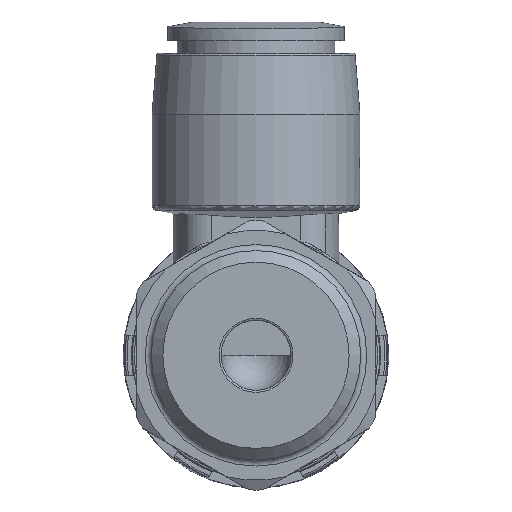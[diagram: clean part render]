
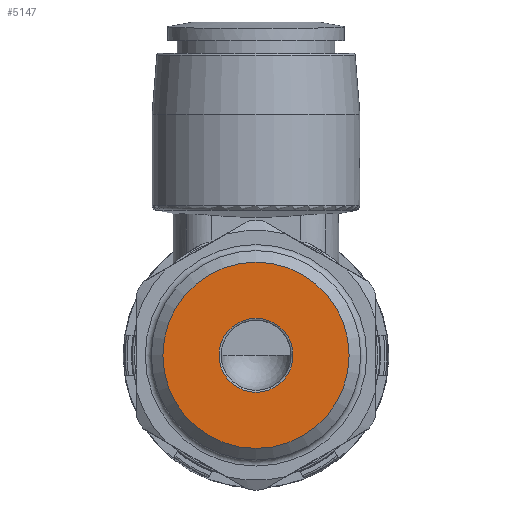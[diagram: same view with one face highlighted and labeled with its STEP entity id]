
A CAD part, front view. The second image highlights one B-rep face of the part: STEP entity #5147.
In plain terms, the highlighted planar face has unit normal (0, -1, 0).
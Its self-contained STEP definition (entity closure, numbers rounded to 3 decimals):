
#417=CIRCLE('',#5528,9.316);
#418=CIRCLE('',#5530,3.7);
#932=ORIENTED_EDGE('',*,*,#1943,.F.);
#933=ORIENTED_EDGE('',*,*,#1942,.T.);
#1942=EDGE_CURVE('',#2422,#2422,#417,.T.);
#1943=EDGE_CURVE('',#2423,#2423,#418,.T.);
#2422=VERTEX_POINT('',#7885);
#2423=VERTEX_POINT('',#7888);
#3060=EDGE_LOOP('',(#932));
#3061=EDGE_LOOP('',(#933));
#3308=FACE_BOUND('',#3060,.T.);
#3309=FACE_BOUND('',#3061,.T.);
#3488=PLANE('',#5529);
#5147=ADVANCED_FACE('',(#3308,#3309),#3488,.F.);
#5528=AXIS2_PLACEMENT_3D('',#7884,#6279,#6280);
#5529=AXIS2_PLACEMENT_3D('',#7886,#6281,#6282);
#5530=AXIS2_PLACEMENT_3D('',#7887,#6283,#6284);
#6279=DIRECTION('',(0.,-1.,0.));
#6280=DIRECTION('',(0.,0.,-1.));
#6281=DIRECTION('',(0.,1.,0.));
#6282=DIRECTION('',(0.,0.,1.));
#6283=DIRECTION('',(0.,-1.,0.));
#6284=DIRECTION('',(0.,0.,-1.));
#7884=CARTESIAN_POINT('',(0.,0.,0.));
#7885=CARTESIAN_POINT('',(0.,0.,-9.316));
#7886=CARTESIAN_POINT('',(0.,0.,-9.316));
#7887=CARTESIAN_POINT('',(0.,0.,0.));
#7888=CARTESIAN_POINT('',(0.,0.,-3.7));
